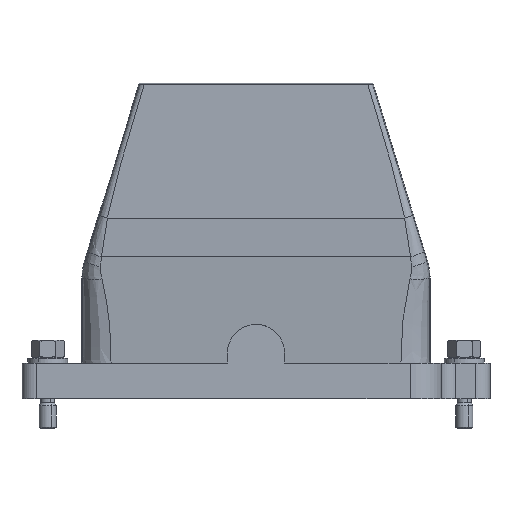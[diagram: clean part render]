
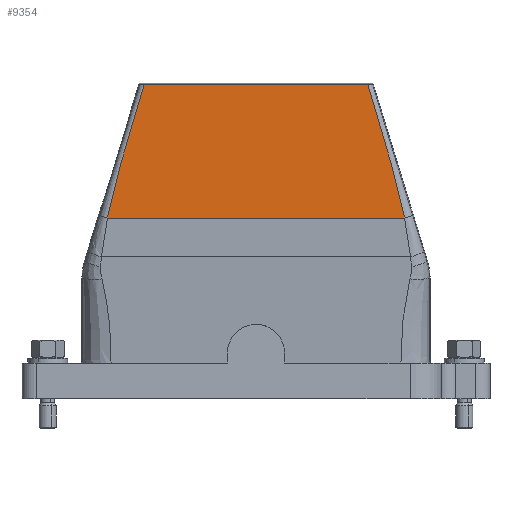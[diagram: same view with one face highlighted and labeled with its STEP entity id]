
A CAD part, left-side view. The second image highlights one B-rep face of the part: STEP entity #9354.
In plain terms, the highlighted planar face has unit normal (-1, 0, 0).
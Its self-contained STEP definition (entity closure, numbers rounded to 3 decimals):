
#9306=AXIS2_PLACEMENT_3D('Plane Axis2P3D',#9303,#9304,#9305) ;
#8780=CARTESIAN_POINT('Vertex',(0.,29.933,73.81)) ;
#8783=CARTESIAN_POINT('Line Origine',(0.,82.,73.81)) ;
#8787=CARTESIAN_POINT('Vertex',(0.,134.067,73.81)) ;
#9303=CARTESIAN_POINT('Axis2P3D Location',(0.,82.,121.)) ;
#9309=CARTESIAN_POINT('Control Point',(0.,42.829,120.62)) ;
#9310=CARTESIAN_POINT('Control Point',(0.,42.814,120.569)) ;
#9311=CARTESIAN_POINT('Control Point',(0.,42.798,120.518)) ;
#9312=CARTESIAN_POINT('Control Point',(0.,42.782,120.467)) ;
#9313=CARTESIAN_POINT('Control Point',(0.,42.56,119.743)) ;
#9314=CARTESIAN_POINT('Control Point',(0.,42.338,119.018)) ;
#9315=CARTESIAN_POINT('Control Point',(0.,42.131,118.344)) ;
#9316=CARTESIAN_POINT('Control Point',(0.,39.495,109.741)) ;
#9317=CARTESIAN_POINT('Control Point',(0.,36.892,101.128)) ;
#9318=CARTESIAN_POINT('Control Point',(0.,34.613,93.123)) ;
#9319=CARTESIAN_POINT('Control Point',(0.,32.262,84.486)) ;
#9320=CARTESIAN_POINT('Control Point',(0.,30.342,75.743)) ;
#9321=CARTESIAN_POINT('Control Point',(0.,30.203,75.101)) ;
#9322=CARTESIAN_POINT('Control Point',(0.,30.067,74.456)) ;
#9323=CARTESIAN_POINT('Control Point',(0.,29.933,73.81)) ;
#9324=CARTESIAN_POINT('Vertex',(0.,42.829,120.62)) ;
#9327=CARTESIAN_POINT('Line Origine',(0.,82.,120.62)) ;
#9331=CARTESIAN_POINT('Vertex',(0.,121.171,120.62)) ;
#9335=CARTESIAN_POINT('Control Point',(0.,134.067,73.81)) ;
#9336=CARTESIAN_POINT('Control Point',(0.,133.841,74.904)) ;
#9337=CARTESIAN_POINT('Control Point',(0.,133.607,75.991)) ;
#9338=CARTESIAN_POINT('Control Point',(0.,133.368,77.071)) ;
#9339=CARTESIAN_POINT('Control Point',(0.,131.407,85.68)) ;
#9340=CARTESIAN_POINT('Control Point',(0.,129.078,94.196)) ;
#9341=CARTESIAN_POINT('Control Point',(0.,126.953,101.619)) ;
#9342=CARTESIAN_POINT('Control Point',(0.,124.503,109.741)) ;
#9343=CARTESIAN_POINT('Control Point',(0.,122.019,117.853)) ;
#9344=CARTESIAN_POINT('Control Point',(0.,121.734,118.783)) ;
#9345=CARTESIAN_POINT('Control Point',(0.,121.444,119.73)) ;
#9346=CARTESIAN_POINT('Control Point',(0.,121.171,120.62)) ;
#8784=DIRECTION('Vector Direction',(0.,-1.,0.)) ;
#9304=DIRECTION('Axis2P3D Direction',(-1.,0.,0.)) ;
#9305=DIRECTION('Axis2P3D XDirection',(0.,0.,-1.)) ;
#9328=DIRECTION('Vector Direction',(0.,1.,0.)) ;
#8785=VECTOR('Line Direction',#8784,1.) ;
#9329=VECTOR('Line Direction',#9328,1.) ;
#9349=ORIENTED_EDGE('',*,*,#8789,.T.) ;
#9350=ORIENTED_EDGE('',*,*,#9326,.T.) ;
#9351=ORIENTED_EDGE('',*,*,#9333,.T.) ;
#9352=ORIENTED_EDGE('',*,*,#9347,.T.) ;
#9354=ADVANCED_FACE('Hood',(#9353),#9307,.T.) ;
#9308=B_SPLINE_CURVE_WITH_KNOTS('',5,(#9309,#9310,#9311,#9312,#9313,#9314,#9315,#9316,#9317,#9318,#9319,#9320,#9321,#9322,#9323),.UNSPECIFIED.,.F.,.U.,(6,3,3,3,6),(34.09,34.552,40.656,112.467,118.109),.UNSPECIFIED.) ;
#9334=B_SPLINE_CURVE_WITH_KNOTS('',5,(#9335,#9336,#9337,#9338,#9339,#9340,#9341,#9342,#9343,#9344,#9345,#9346),.UNSPECIFIED.,.F.,.U.,(6,3,3,6),(120.026,129.719,196.435,203.182),.UNSPECIFIED.) ;
#8789=EDGE_CURVE('',#8788,#8781,#8786,.T.) ;
#9326=EDGE_CURVE('',#8781,#9325,#9308,.F.) ;
#9333=EDGE_CURVE('',#9325,#9332,#9330,.T.) ;
#9347=EDGE_CURVE('',#9332,#8788,#9334,.F.) ;
#9348=EDGE_LOOP('',(#9349,#9350,#9351,#9352)) ;
#9353=FACE_OUTER_BOUND('',#9348,.T.) ;
#8786=LINE('Line',#8783,#8785) ;
#9330=LINE('Line',#9327,#9329) ;
#9307=PLANE('',#9306) ;
#8781=VERTEX_POINT('',#8780) ;
#8788=VERTEX_POINT('',#8787) ;
#9325=VERTEX_POINT('',#9324) ;
#9332=VERTEX_POINT('',#9331) ;
